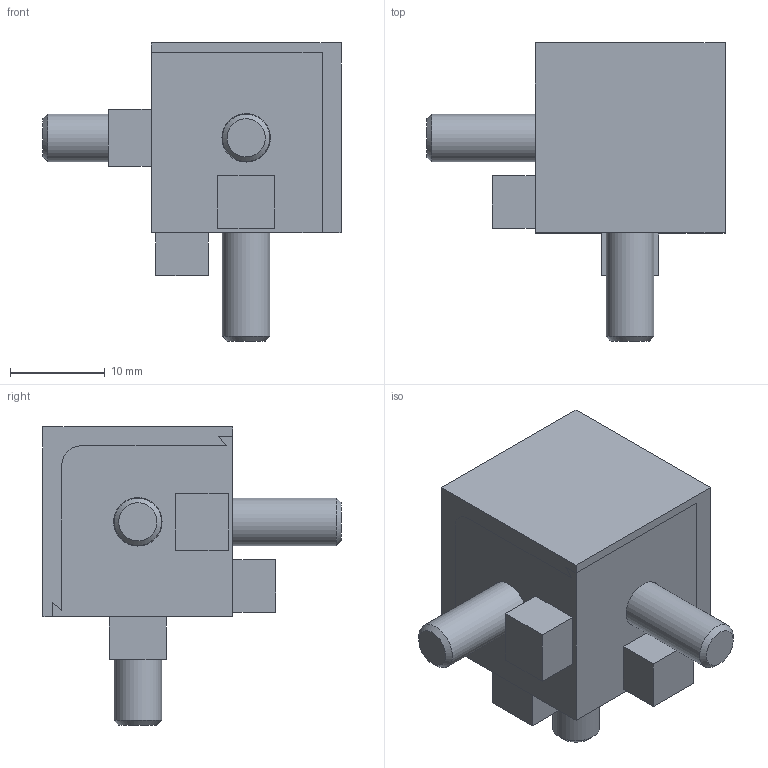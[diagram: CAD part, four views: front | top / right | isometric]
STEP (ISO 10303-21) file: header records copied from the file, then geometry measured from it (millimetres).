
FILE_DESCRIPTION( ( 'STEP AP214' ), '1' );
FILE_NAME( 'HBLCR5-S.stp', '2020-02-07T09:47:36', ( '' ), ( '' ), ' ', 'PARTsolutions', ' ' );
FILE_SCHEMA( ( 'AUTOMOTIVE_DESIGN { 1 0 10303 214 1 1 1 1 }' ) );
Length unit declared in the file: millimetre
Products named in the file (4): HBLCR5-S; _HBLCR5-S_b; _HBLCR5-S_c; _BCB5-15
Assembly tree (5 placements, depth 2):
  HBLCR5-S
    _HBLCR5-S_b
    _HBLCR5-S_c
    _BCB5-15  x3
Bounding box: 31.4 x 31.4 x 31.4 mm (x, y, z)
Volume: 6310.1 mm3; surface area: 6919.8 mm2
Topology: 5 solids, 5 shells, 118 faces, 267 edges, 170 vertices
Faces by surface type: plane 92, cylinder 14, cone 9, bspline 3
Full cylindrical faces by diameter (mm): 2.5 x2, 3.5 x2, 5 x3, 5.1 x3, 10 x2
Entity records: 2864 total; most frequent: CARTESIAN_POINT 393, DIRECTION 365, ORIENTED_EDGE 330, EDGE_CURVE 165, LINE 131, VECTOR 131, AXIS2_PLACEMENT_3D 117, VERTEX_POINT 117
